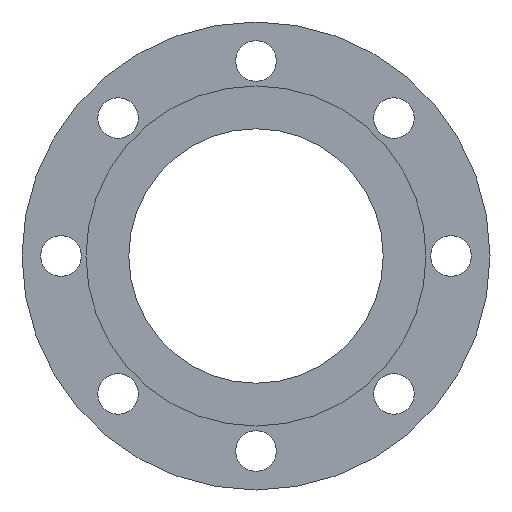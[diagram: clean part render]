
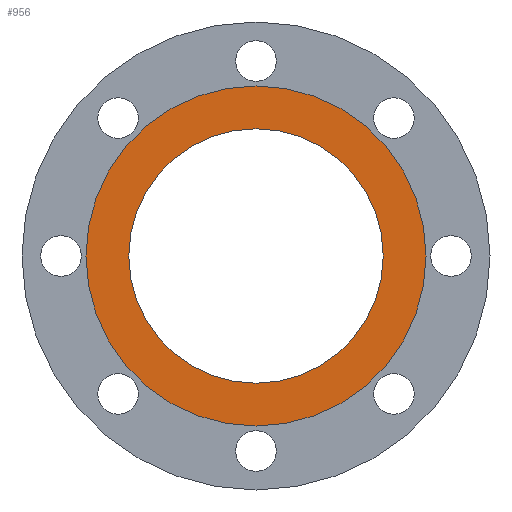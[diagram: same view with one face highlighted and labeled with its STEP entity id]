
A CAD part, front view. The second image highlights one B-rep face of the part: STEP entity #956.
In plain terms, the highlighted planar face has unit normal (0, -1, 0).
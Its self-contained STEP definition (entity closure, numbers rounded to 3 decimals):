
#11 = DIRECTION ( 'NONE',  ( 0., 0., 1. ) ) ;
#21 = DIRECTION ( 'NONE',  ( 0., 0., 1. ) ) ;
#22 = CIRCLE ( 'NONE', #825, 109. ) ;
#62 = ORIENTED_EDGE ( 'NONE', *, *, #814, .T. ) ;
#108 = DIRECTION ( 'NONE',  ( 0., 1., 0. ) ) ;
#117 = DIRECTION ( 'NONE',  ( 0., 0., 1. ) ) ;
#199 = VERTEX_POINT ( 'NONE', #617 ) ;
#201 = CARTESIAN_POINT ( 'NONE',  ( 0., 0., 0. ) ) ;
#220 = CARTESIAN_POINT ( 'NONE',  ( 0., 0., 109. ) ) ;
#221 = EDGE_CURVE ( 'NONE', #519, #301, #460, .T. ) ;
#301 = VERTEX_POINT ( 'NONE', #1084 ) ;
#394 = DIRECTION ( 'NONE',  ( 0., 0., 1. ) ) ;
#397 = CIRCLE ( 'NONE', #688, 81.55 ) ;
#406 = CIRCLE ( 'NONE', #1008, 109. ) ;
#409 = EDGE_CURVE ( 'NONE', #676, #199, #406, .T. ) ;
#419 = CARTESIAN_POINT ( 'NONE',  ( 0., 0., 81.55 ) ) ;
#447 = EDGE_CURVE ( 'NONE', #199, #676, #22, .T. ) ;
#450 = ORIENTED_EDGE ( 'NONE', *, *, #409, .F. ) ;
#460 = CIRCLE ( 'NONE', #1125, 81.55 ) ;
#519 = VERTEX_POINT ( 'NONE', #419 ) ;
#550 = EDGE_LOOP ( 'NONE', ( #450, #692 ) ) ;
#552 = DIRECTION ( 'NONE',  ( 0., -1., 0. ) ) ;
#556 = DIRECTION ( 'NONE',  ( 0., 1., 0. ) ) ;
#613 = CARTESIAN_POINT ( 'NONE',  ( 0., 0., 0. ) ) ;
#617 = CARTESIAN_POINT ( 'NONE',  ( 0., 0., -109. ) ) ;
#623 = FACE_BOUND ( 'NONE', #1128, .T. ) ;
#634 = ORIENTED_EDGE ( 'NONE', *, *, #221, .T. ) ;
#676 = VERTEX_POINT ( 'NONE', #220 ) ;
#688 = AXIS2_PLACEMENT_3D ( 'NONE', #613, #963, #11 ) ;
#692 = ORIENTED_EDGE ( 'NONE', *, *, #447, .F. ) ;
#715 = CARTESIAN_POINT ( 'NONE',  ( 0., 0., 0. ) ) ;
#732 = CARTESIAN_POINT ( 'NONE',  ( 0., 0., 81.55 ) ) ;
#748 = AXIS2_PLACEMENT_3D ( 'NONE', #732, #552, #888 ) ;
#814 = EDGE_CURVE ( 'NONE', #301, #519, #397, .T. ) ;
#825 = AXIS2_PLACEMENT_3D ( 'NONE', #1081, #108, #394 ) ;
#888 = DIRECTION ( 'NONE',  ( 0., 0., -1. ) ) ;
#901 = FACE_OUTER_BOUND ( 'NONE', #550, .T. ) ;
#902 = DIRECTION ( 'NONE',  ( 0., 1., 0. ) ) ;
#956 = ADVANCED_FACE ( 'NONE', ( #623, #901 ), #1076, .T. ) ;
#963 = DIRECTION ( 'NONE',  ( 0., 1., 0. ) ) ;
#1008 = AXIS2_PLACEMENT_3D ( 'NONE', #201, #556, #117 ) ;
#1076 = PLANE ( 'NONE',  #748 ) ;
#1081 = CARTESIAN_POINT ( 'NONE',  ( 0., 0., 0. ) ) ;
#1084 = CARTESIAN_POINT ( 'NONE',  ( 0., 0., -81.55 ) ) ;
#1125 = AXIS2_PLACEMENT_3D ( 'NONE', #715, #902, #21 ) ;
#1128 = EDGE_LOOP ( 'NONE', ( #634, #62 ) ) ;
